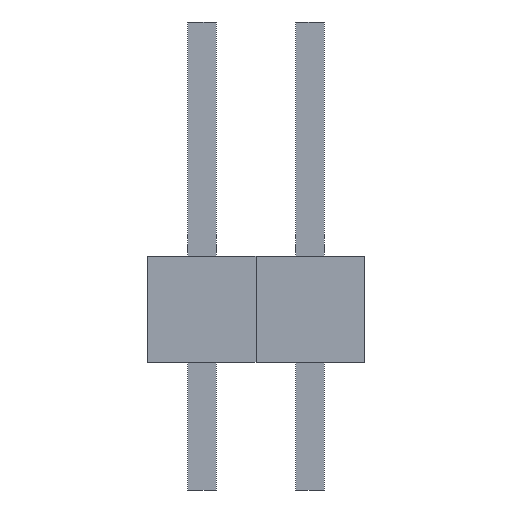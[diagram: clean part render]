
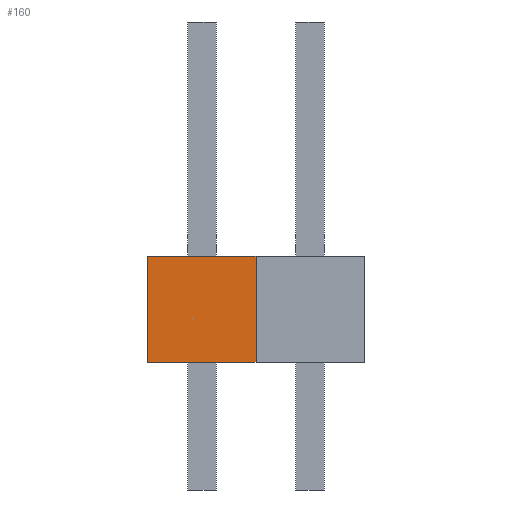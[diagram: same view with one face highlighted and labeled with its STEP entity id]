
A CAD part, front view. The second image highlights one B-rep face of the part: STEP entity #160.
In plain terms, the highlighted planar face has unit normal (0, -1, 0).
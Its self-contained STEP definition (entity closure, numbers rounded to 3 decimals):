
#13=DIRECTION('',(0.,0.,1.));
#14=DIRECTION('',(1.,0.,0.));
#111=EDGE_CURVE('',#112,#114,#116,.T.);
#112=VERTEX_POINT('',#113);
#113=CARTESIAN_POINT('',(-1.27,-1.271,0.));
#114=VERTEX_POINT('',#115);
#115=CARTESIAN_POINT('',(-1.27,-1.271,2.5));
#116=LINE('',#113,#117);
#117=VECTOR('',#13,1.);
#124=DIRECTION('',(0.,1.,0.));
#138=ORIENTED_EDGE('',*,*,#139,.F.);
#139=EDGE_CURVE('',#140,#142,#144,.T.);
#140=VERTEX_POINT('',#141);
#141=CARTESIAN_POINT('',(1.27,-1.271,0.));
#142=VERTEX_POINT('',#143);
#143=CARTESIAN_POINT('',(1.27,-1.271,2.5));
#144=LINE('',#141,#117);
#160=ADVANCED_FACE('',(#161),#171,.F.);
#161=FACE_BOUND('',#162,.F.);
#162=EDGE_LOOP('',(#163,#167,#168,#138));
#163=ORIENTED_EDGE('',*,*,#164,.F.);
#164=EDGE_CURVE('',#112,#140,#165,.T.);
#165=LINE('',#113,#166);
#166=VECTOR('',#14,1.);
#167=ORIENTED_EDGE('',*,*,#111,.T.);
#168=ORIENTED_EDGE('',*,*,#169,.T.);
#169=EDGE_CURVE('',#114,#142,#170,.T.);
#170=LINE('',#115,#166);
#171=PLANE('',#172);
#172=AXIS2_PLACEMENT_3D('',#113,#124,#13);
